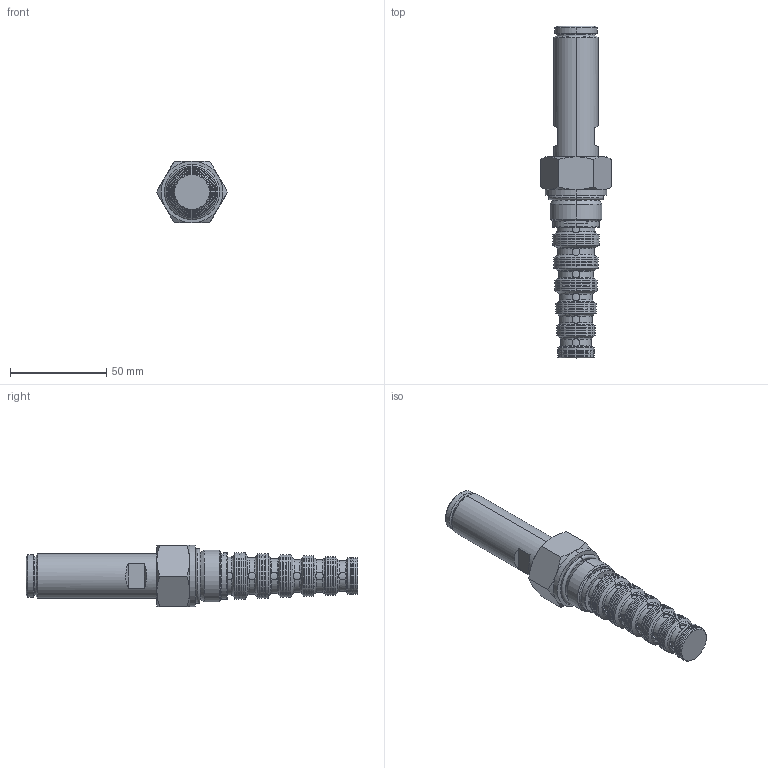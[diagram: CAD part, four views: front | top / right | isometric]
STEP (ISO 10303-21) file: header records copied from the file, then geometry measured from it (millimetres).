
FILE_DESCRIPTION (( 'STEP AP214' ), '1' );
FILE_NAME ('T7.401_defeature.STEP', '2017-02-02T13:58:33', ( 'user' ), ( '' ), 'SwSTEP 2.0', 'SolidWorks 2016', '' );
FILE_SCHEMA (( 'AUTOMOTIVE_DESIGN' ));
Length unit declared in the file: millimetre
Products named in the file (1): T7.401_defeature
Bounding box: 36.95 x 172.5 x 32 mm (x, y, z)
Volume: 75333.8 mm3; surface area: 17062.8 mm2
Topology: 2 solids, 2 shells, 334 faces, 796 edges, 491 vertices
Faces by surface type: cylinder 151, cone 72, torus 46, plane 41, bspline 24
Entity records: 12039 total; most frequent: CARTESIAN_POINT 4579, ORIENTED_EDGE 1592, DIRECTION 1498, EDGE_CURVE 796, AXIS2_PLACEMENT_3D 646, VERTEX_POINT 491, EDGE_LOOP 361, CIRCLE 335
